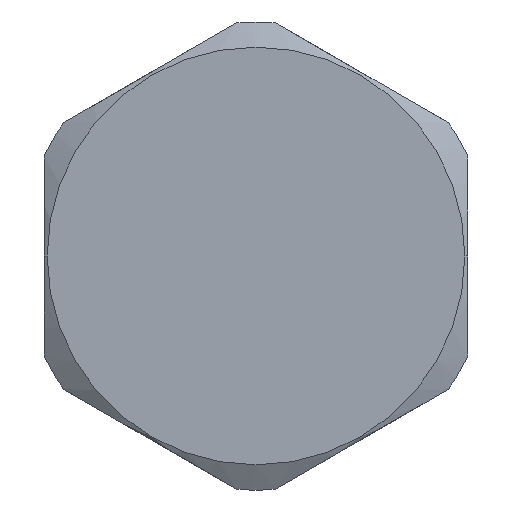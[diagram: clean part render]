
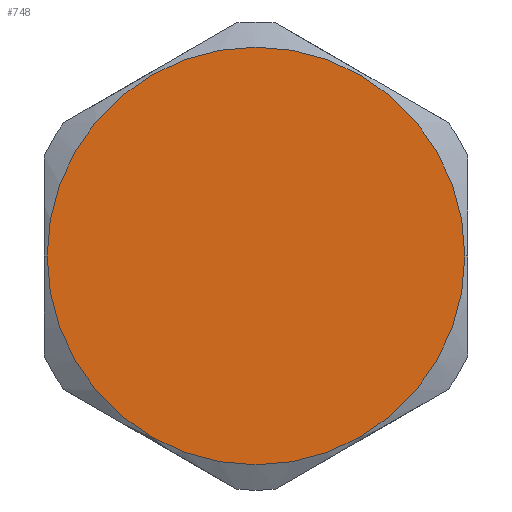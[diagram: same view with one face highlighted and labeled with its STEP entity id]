
A CAD part, left-side view. The second image highlights one B-rep face of the part: STEP entity #748.
In plain terms, the highlighted planar face has unit normal (-1, 0, 0).
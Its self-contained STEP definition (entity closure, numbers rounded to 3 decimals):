
#306 = EDGE_LOOP ( 'NONE', ( #5406, #3812 ) ) ;
#748 = ADVANCED_FACE ( 'NONE', ( #7218 ), #8087, .T. ) ;
#918 = AXIS2_PLACEMENT_3D ( 'NONE', #6814, #6210, #2704 ) ;
#1283 = CARTESIAN_POINT ( 'NONE',  ( 0., 0., 0. ) ) ;
#2174 = EDGE_CURVE ( 'NONE', #4568, #6207, #8672, .T. ) ;
#2585 = DIRECTION ( 'NONE',  ( 1., 0., 0. ) ) ;
#2603 = CARTESIAN_POINT ( 'NONE',  ( 0., 14.095, 0. ) ) ;
#2704 = DIRECTION ( 'NONE',  ( 0., 1., 0. ) ) ;
#3239 = DIRECTION ( 'NONE',  ( -1., 0., 0. ) ) ;
#3299 = DIRECTION ( 'NONE',  ( 0., -1., 0. ) ) ;
#3812 = ORIENTED_EDGE ( 'NONE', *, *, #4292, .F. ) ;
#4292 = EDGE_CURVE ( 'NONE', #6207, #4568, #6629, .T. ) ;
#4568 = VERTEX_POINT ( 'NONE', #2603 ) ;
#4686 = DIRECTION ( 'NONE',  ( 0., 1., 0. ) ) ;
#5406 = ORIENTED_EDGE ( 'NONE', *, *, #2174, .F. ) ;
#5469 = AXIS2_PLACEMENT_3D ( 'NONE', #7376, #3239, #3299 ) ;
#6207 = VERTEX_POINT ( 'NONE', #7515 ) ;
#6210 = DIRECTION ( 'NONE',  ( 1., 0., 0. ) ) ;
#6629 = CIRCLE ( 'NONE', #918, 14.095 ) ;
#6814 = CARTESIAN_POINT ( 'NONE',  ( 0., 0., 0. ) ) ;
#7218 = FACE_OUTER_BOUND ( 'NONE', #306, .T. ) ;
#7376 = CARTESIAN_POINT ( 'NONE',  ( 0., 0., 0. ) ) ;
#7515 = CARTESIAN_POINT ( 'NONE',  ( 0., -14.095, 0. ) ) ;
#8087 = PLANE ( 'NONE',  #5469 ) ;
#8182 = AXIS2_PLACEMENT_3D ( 'NONE', #1283, #2585, #4686 ) ;
#8672 = CIRCLE ( 'NONE', #8182, 14.095 ) ;
